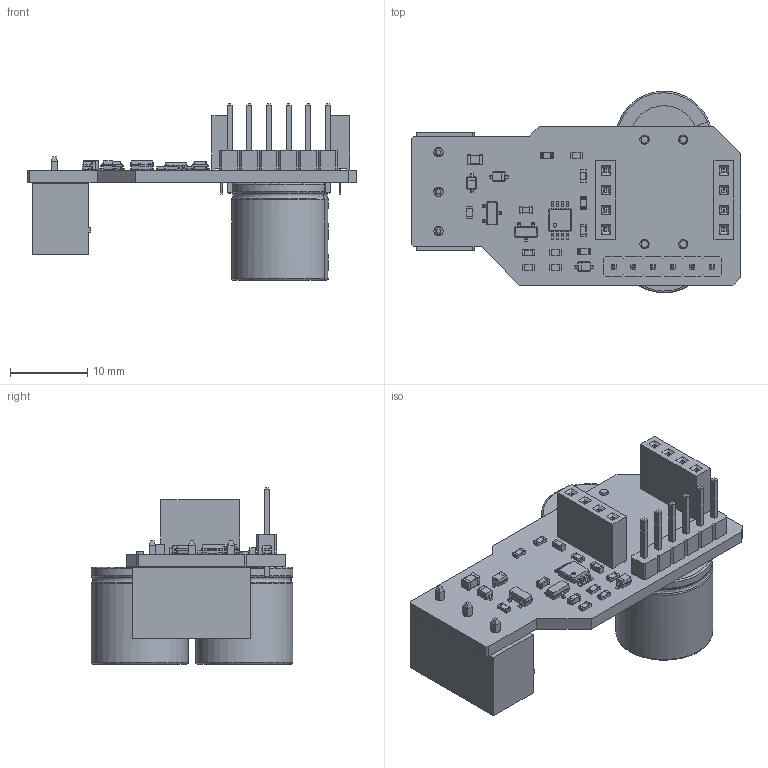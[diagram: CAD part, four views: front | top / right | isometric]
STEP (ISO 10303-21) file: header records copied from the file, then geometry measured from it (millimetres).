
FILE_DESCRIPTION(('KiCad electronic assembly'),'2;1');
FILE_NAME('pcb.step','2021-06-20T21:23:59',('An Author'),('A Company'), 'Open CASCADE STEP processor 7.5','KiCad to STEP converter','Unknown' );
FILE_SCHEMA(('AUTOMOTIVE_DESIGN { 1 0 10303 214 1 1 1 1 }'));
Length unit declared in the file: millimetre
Products named in the file (24): Open CASCADE STEP translator 7.5 1; MSOP-8-1EP_3x3mm_P0.65mm_EP1.68x1.88mm; SOLID; D_SOD-323; D_SOT-23; CP_Radial_D12.5mm_P5.00mm; PinSocket_1x04_P2.54mm_Vertical; C_0805_2012Metric; C_0603_1608Metric; PhoenixContact_MCV_1,5_3-G-5.08_1x03_P5.08mm_Vertical; PinHeader_1x06_P2.54mm_Vertical; SOT-23; R_0603_1608Metric; COMPOUND
Assembly tree (37 placements, depth 3):
  Open CASCADE STEP translator 7.5 1
    MSOP-8-1EP_3x3mm_P0.65mm_EP1.68x1.88mm
      SOLID
    D_SOD-323  x3
      SOLID
    D_SOT-23
      SOLID
    CP_Radial_D12.5mm_P5.00mm  x2
      SOLID
    PinSocket_1x04_P2.54mm_Vertical  x2
      SOLID
    C_0805_2012Metric
      SOLID
    C_0603_1608Metric  x4
      SOLID
    PhoenixContact_MCV_1,5_3-G-5.08_1x03_P5.08mm_Vertical
      SOLID
    PinHeader_1x06_P2.54mm_Vertical
      SOLID
    SOT-23
      SOLID
    R_0603_1608Metric  x8
      SOLID
    COMPOUND
Bounding box: 42.5 x 26 x 22.74 mm (x, y, z)
Volume: 5463 mm3; surface area: 5861.8 mm2
Topology: 26 solids, 28 shells, 1528 faces, 3838 edges, 2434 vertices
Faces by surface type: plane 1075, cylinder 259, bspline 178, revolution 12, torus 4
Full cylindrical faces by diameter (mm): 0.5 x1, 0.9 x4, 1 x14, 1.2 x7
Entity records: 67007 total; most frequent: CARTESIAN_POINT 13189, DIRECTION 8503, LINE 6032, VECTOR 6032, ORIENTED_EDGE 4700, PCURVE 4700, DEFINITIONAL_REPRESENTATION 4700, EDGE_CURVE 2350
